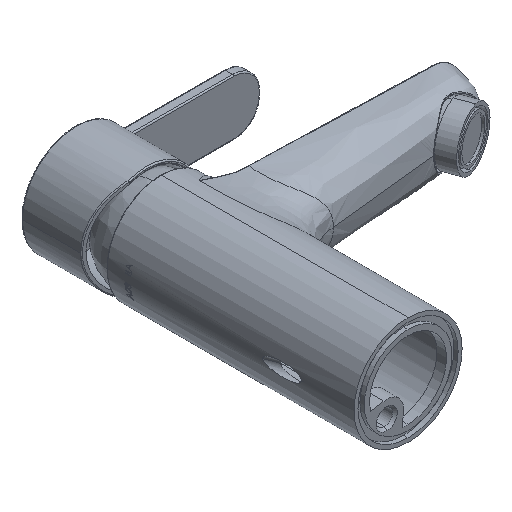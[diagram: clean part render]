
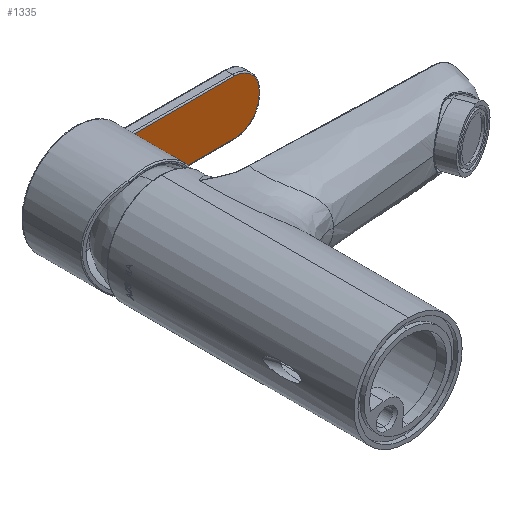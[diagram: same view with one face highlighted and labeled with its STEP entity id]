
A CAD part, isometric view. The second image highlights one B-rep face of the part: STEP entity #1335.
In plain terms, the highlighted planar face has unit normal (0, -1, 0).
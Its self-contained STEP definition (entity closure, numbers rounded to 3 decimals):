
#15 = PLANE ( 'NONE',  #7827 ) ;
#271 = CARTESIAN_POINT ( 'NONE',  ( -7.78, 26., -21.731 ) ) ;
#566 = CARTESIAN_POINT ( 'NONE',  ( 3.238, 26., -22.771 ) ) ;
#1238 = CARTESIAN_POINT ( 'NONE',  ( -11.25, 26., -19.188 ) ) ;
#1260 = CARTESIAN_POINT ( 'NONE',  ( 0.75, 26., -72.5 ) ) ;
#1335 = ADVANCED_FACE ( 'NONE', ( #22459 ), #15, .F. ) ;
#1525 = DIRECTION ( 'NONE',  ( 0., 0., 1. ) ) ;
#2120 = EDGE_CURVE ( 'NONE', #2229, #44709, #50503, .T. ) ;
#2229 = VERTEX_POINT ( 'NONE', #6088 ) ;
#5520 = CARTESIAN_POINT ( 'NONE',  ( -4.218, 26., -22.619 ) ) ;
#6088 = CARTESIAN_POINT ( 'NONE',  ( 11.25, 26., -20.061 ) ) ;
#7230 = CARTESIAN_POINT ( 'NONE',  ( -0.75, 26., -72.5 ) ) ;
#7717 = CARTESIAN_POINT ( 'NONE',  ( -11.25, 26., -62. ) ) ;
#7827 = AXIS2_PLACEMENT_3D ( 'NONE', #39678, #47840, #30346 ) ;
#7920 =( BOUNDED_CURVE ( )  B_SPLINE_CURVE ( 3, ( #42462, #51503, #55908, #7717 ),
 .UNSPECIFIED., .F., .T. ) 
 B_SPLINE_CURVE_WITH_KNOTS ( ( 4, 4 ),
 ( 0., 1. ),
 .UNSPECIFIED. ) 
 CURVE ( )  GEOMETRIC_REPRESENTATION_ITEM ( )  RATIONAL_B_SPLINE_CURVE ( ( 1., 0.805, 0.805, 1. ) ) 
 REPRESENTATION_ITEM ( '' )  );
#8748 = ORIENTED_EDGE ( 'NONE', *, *, #46658, .F. ) ;
#9036 = VERTEX_POINT ( 'NONE', #20956 ) ;
#9295 = CARTESIAN_POINT ( 'NONE',  ( -0.501, 26., -23. ) ) ;
#9614 = ORIENTED_EDGE ( 'NONE', *, *, #14155, .F. ) ;
#10463 = EDGE_CURVE ( 'NONE', #50254, #34179, #37889, .T. ) ;
#10755 = DIRECTION ( 'NONE',  ( -1., 0., 0. ) ) ;
#12215 = CARTESIAN_POINT ( 'NONE',  ( 11.25, 26., -20.061 ) ) ;
#13677 = CARTESIAN_POINT ( 'NONE',  ( -1.251, 26., -22.976 ) ) ;
#13966 = CARTESIAN_POINT ( 'NONE',  ( 1.998, 26., -22.935 ) ) ;
#14155 = EDGE_CURVE ( 'NONE', #2229, #49753, #35160, .T. ) ;
#14257 = CARTESIAN_POINT ( 'NONE',  ( 6.142, 26., -22.165 ) ) ;
#14556 = CARTESIAN_POINT ( 'NONE',  ( -9.561, 26., -21.008 ) ) ;
#14842 = VECTOR ( 'NONE', #10755, 1000. ) ;
#14844 = CARTESIAN_POINT ( 'NONE',  ( 1.002, 26., -23. ) ) ;
#18052 = CARTESIAN_POINT ( 'NONE',  ( 5.968, 26., -22.212 ) ) ;
#18403 = CARTESIAN_POINT ( 'NONE',  ( 11.25, 26., -62. ) ) ;
#18632 = CARTESIAN_POINT ( 'NONE',  ( 3.85, 26., -22.678 ) ) ;
#18922 = CARTESIAN_POINT ( 'NONE',  ( -3.484, 26., -22.74 ) ) ;
#20956 = CARTESIAN_POINT ( 'NONE',  ( -11.25, 26., -62. ) ) ;
#21267 = CARTESIAN_POINT ( 'NONE',  ( 9.104, 26., -21.161 ) ) ;
#22459 = FACE_OUTER_BOUND ( 'NONE', #53324, .T. ) ;
#22717 = CARTESIAN_POINT ( 'NONE',  ( 4.704, 26., -22.524 ) ) ;
#23301 = CARTESIAN_POINT ( 'NONE',  ( -2.745, 26., -22.837 ) ) ;
#27103 = CARTESIAN_POINT ( 'NONE',  ( -5.488, 26., -22.336 ) ) ;
#27690 = CARTESIAN_POINT ( 'NONE',  ( 6.025, 26., -22.197 ) ) ;
#27804 = CARTESIAN_POINT ( 'NONE',  ( 11.25, 26., -68.151 ) ) ;
#28267 = CARTESIAN_POINT ( 'NONE',  ( 6.316, 26., -22.116 ) ) ;
#28886 = ORIENTED_EDGE ( 'NONE', *, *, #55259, .F. ) ;
#29575 =( BOUNDED_CURVE ( )  B_SPLINE_CURVE ( 3, ( #48285, #27804, #30490, #1260 ),
 .UNSPECIFIED., .F., .T. ) 
 B_SPLINE_CURVE_WITH_KNOTS ( ( 4, 4 ),
 ( 0., 1. ),
 .UNSPECIFIED. ) 
 CURVE ( )  GEOMETRIC_REPRESENTATION_ITEM ( )  RATIONAL_B_SPLINE_CURVE ( ( 1., 0.805, 0.805, 1. ) ) 
 REPRESENTATION_ITEM ( '' )  );
#29910 = DIRECTION ( 'NONE',  ( 0., 0., -1. ) ) ;
#30023 = CARTESIAN_POINT ( 'NONE',  ( 10.405, 26., -20.535 ) ) ;
#30346 = DIRECTION ( 'NONE',  ( 0., 0., 1. ) ) ;
#30490 = CARTESIAN_POINT ( 'NONE',  ( 6.901, 26., -72.5 ) ) ;
#31765 = CARTESIAN_POINT ( 'NONE',  ( -5.85, 26., -22.244 ) ) ;
#32059 = CARTESIAN_POINT ( 'NONE',  ( -1.998, 26., -22.914 ) ) ;
#32639 = CARTESIAN_POINT ( 'NONE',  ( -5.668, 26., -22.291 ) ) ;
#34062 = EDGE_CURVE ( 'NONE', #34179, #9036, #7920, .T. ) ;
#34179 = VERTEX_POINT ( 'NONE', #47400 ) ;
#35160 = LINE ( 'NONE', #35453, #52289 ) ;
#35453 = CARTESIAN_POINT ( 'NONE',  ( 11.25, 26., -19.188 ) ) ;
#36726 = VECTOR ( 'NONE', #1525, 1000. ) ;
#36734 = CARTESIAN_POINT ( 'NONE',  ( 3.483, 26., -22.735 ) ) ;
#37024 = CARTESIAN_POINT ( 'NONE',  ( 5.428, 26., -22.356 ) ) ;
#37587 = CARTESIAN_POINT ( 'NONE',  ( -11.25, 26., -20.061 ) ) ;
#37889 = LINE ( 'NONE', #7230, #14842 ) ;
#38698 = CARTESIAN_POINT ( 'NONE',  ( 0.75, 26., -72.5 ) ) ;
#39678 = CARTESIAN_POINT ( 'NONE',  ( -0.75, 26., -62. ) ) ;
#42462 = CARTESIAN_POINT ( 'NONE',  ( -0.75, 26., -72.5 ) ) ;
#42535 = ORIENTED_EDGE ( 'NONE', *, *, #34062, .F. ) ;
#44709 = VERTEX_POINT ( 'NONE', #37587 ) ;
#45567 = ORIENTED_EDGE ( 'NONE', *, *, #2120, .T. ) ;
#45763 = CARTESIAN_POINT ( 'NONE',  ( 6.722, 26., -21.998 ) ) ;
#46049 = CARTESIAN_POINT ( 'NONE',  ( -11.25, 26., -20.061 ) ) ;
#46658 = EDGE_CURVE ( 'NONE', #9036, #44709, #50806, .T. ) ;
#47400 = CARTESIAN_POINT ( 'NONE',  ( -0.75, 26., -72.5 ) ) ;
#47840 = DIRECTION ( 'NONE',  ( 0., 1., 0. ) ) ;
#48285 = CARTESIAN_POINT ( 'NONE',  ( 11.25, 26., -62. ) ) ;
#49276 = CARTESIAN_POINT ( 'NONE',  ( -5.066, 26., -22.438 ) ) ;
#49753 = VERTEX_POINT ( 'NONE', #18403 ) ;
#49858 = CARTESIAN_POINT ( 'NONE',  ( 3.116, 26., -22.788 ) ) ;
#50254 = VERTEX_POINT ( 'NONE', #38698 ) ;
#50429 = CARTESIAN_POINT ( 'NONE',  ( 7.526, 26., -21.744 ) ) ;
#50503 = B_SPLINE_CURVE_WITH_KNOTS ( 'NONE', 3,
 ( #12215, #30023, #21267, #50429, #45763, #28267, #14257, #27690, #18052, #37024, #22717, #18632, #36734, #566, #49858, #13966, #14844, #9295, #13677, #32059, #54546, #23301, #18922, #5520, #49276, #27103, #32639, #53957, #31765, #271, #14556, #46049 ),
 .UNSPECIFIED., .F., .F.,
 ( 4, 1, 1, 1, 1, 2, 2, 1, 1, 2, 2, 2, 1, 2, 2, 1, 1, 1, 2, 2, 4 ),
 ( 0., 0.125, 0.187, 0.219, 0.234, 0.242, 0.25, 0.312, 0.344, 0.359, 0.375, 0.5, 0.562, 0.594, 0.625, 0.687, 0.719, 0.734, 0.742, 0.75, 1. ),
 .UNSPECIFIED. ) ;
#50806 = LINE ( 'NONE', #1238, #36726 ) ;
#51503 = CARTESIAN_POINT ( 'NONE',  ( -6.901, 26., -72.5 ) ) ;
#52289 = VECTOR ( 'NONE', #29910, 1000. ) ;
#53324 = EDGE_LOOP ( 'NONE', ( #28886, #9614, #45567, #8748, #42535, #55923 ) ) ;
#53957 = CARTESIAN_POINT ( 'NONE',  ( -5.788, 26., -22.26 ) ) ;
#54546 = CARTESIAN_POINT ( 'NONE',  ( -2.495, 26., -22.866 ) ) ;
#55259 = EDGE_CURVE ( 'NONE', #49753, #50254, #29575, .T. ) ;
#55908 = CARTESIAN_POINT ( 'NONE',  ( -11.25, 26., -68.151 ) ) ;
#55923 = ORIENTED_EDGE ( 'NONE', *, *, #10463, .F. ) ;
